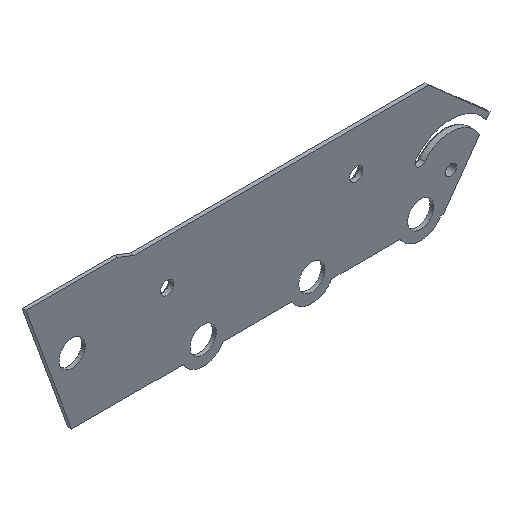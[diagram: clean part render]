
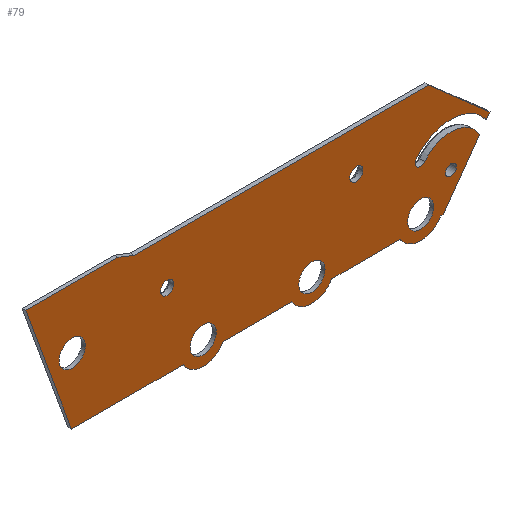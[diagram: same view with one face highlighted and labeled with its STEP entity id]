
A CAD part, isometric view. The second image highlights one B-rep face of the part: STEP entity #79.
In plain terms, the highlighted planar face has unit normal (0, -1, 0).
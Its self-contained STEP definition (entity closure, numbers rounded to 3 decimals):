
#79=ADVANCED_FACE('',(#313,#315,#317,#319,#321,#323,#325,#327),#329,.T.);
#313=FACE_BOUND('',#314,.T.);
#314=EDGE_LOOP('',(#976,#977,#978,#979,#980,#981,#982,#983,#984,#985,#986,#987,#988,
#989,#990,#991,#992));
#315=FACE_BOUND('',#316,.T.);
#316=EDGE_LOOP('',(#993));
#317=FACE_BOUND('',#318,.T.);
#318=EDGE_LOOP('',(#994));
#319=FACE_BOUND('',#320,.T.);
#320=EDGE_LOOP('',(#995));
#321=FACE_BOUND('',#322,.T.);
#322=EDGE_LOOP('',(#996));
#323=FACE_BOUND('',#324,.T.);
#324=EDGE_LOOP('',(#997));
#325=FACE_BOUND('',#326,.T.);
#326=EDGE_LOOP('',(#998));
#327=FACE_BOUND('',#328,.T.);
#328=EDGE_LOOP('',(#999));
#329=PLANE('',#330);
#330=AXIS2_PLACEMENT_3D('',#331,#332,#333);
#331=CARTESIAN_POINT('',(0.,-2.5,0.));
#332=DIRECTION('',(0.,-1.,0.));
#333=DIRECTION('',(1.,0.,0.));
#976=ORIENTED_EDGE('',*,*,#1261,.T.);
#977=ORIENTED_EDGE('',*,*,#1262,.T.);
#978=ORIENTED_EDGE('',*,*,#1263,.T.);
#979=ORIENTED_EDGE('',*,*,#1264,.T.);
#980=ORIENTED_EDGE('',*,*,#1265,.T.);
#981=ORIENTED_EDGE('',*,*,#1266,.T.);
#982=ORIENTED_EDGE('',*,*,#1267,.T.);
#983=ORIENTED_EDGE('',*,*,#1268,.T.);
#984=ORIENTED_EDGE('',*,*,#1269,.T.);
#985=ORIENTED_EDGE('',*,*,#1270,.T.);
#986=ORIENTED_EDGE('',*,*,#1271,.T.);
#987=ORIENTED_EDGE('',*,*,#1272,.T.);
#988=ORIENTED_EDGE('',*,*,#1169,.T.);
#989=ORIENTED_EDGE('',*,*,#1166,.T.);
#990=ORIENTED_EDGE('',*,*,#1163,.T.);
#991=ORIENTED_EDGE('',*,*,#1273,.T.);
#992=ORIENTED_EDGE('',*,*,#1274,.T.);
#993=ORIENTED_EDGE('',*,*,#1275,.T.);
#994=ORIENTED_EDGE('',*,*,#1276,.T.);
#995=ORIENTED_EDGE('',*,*,#1277,.T.);
#996=ORIENTED_EDGE('',*,*,#1278,.T.);
#997=ORIENTED_EDGE('',*,*,#1279,.T.);
#998=ORIENTED_EDGE('',*,*,#1280,.T.);
#999=ORIENTED_EDGE('',*,*,#1158,.T.);
#1158=EDGE_CURVE('',#1318,#1318,#1319,.F.);
#1163=EDGE_CURVE('',#1329,#1327,#1330,.T.);
#1166=EDGE_CURVE('',#1334,#1329,#1335,.T.);
#1169=EDGE_CURVE('',#1339,#1334,#1340,.T.);
#1261=EDGE_CURVE('',#1506,#1507,#1508,.T.);
#1262=EDGE_CURVE('',#1507,#1509,#1510,.T.);
#1263=EDGE_CURVE('',#1509,#1511,#1512,.T.);
#1264=EDGE_CURVE('',#1511,#1513,#1514,.T.);
#1265=EDGE_CURVE('',#1513,#1515,#1516,.T.);
#1266=EDGE_CURVE('',#1515,#1517,#1518,.T.);
#1267=EDGE_CURVE('',#1517,#1519,#1520,.T.);
#1268=EDGE_CURVE('',#1519,#1521,#1522,.T.);
#1269=EDGE_CURVE('',#1521,#1523,#1524,.T.);
#1270=EDGE_CURVE('',#1523,#1525,#1526,.T.);
#1271=EDGE_CURVE('',#1525,#1527,#1528,.T.);
#1272=EDGE_CURVE('',#1527,#1339,#1529,.T.);
#1273=EDGE_CURVE('',#1327,#1530,#1531,.T.);
#1274=EDGE_CURVE('',#1530,#1506,#1532,.T.);
#1275=EDGE_CURVE('',#1533,#1533,#1534,.F.);
#1276=EDGE_CURVE('',#1535,#1535,#1536,.F.);
#1277=EDGE_CURVE('',#1537,#1537,#1538,.F.);
#1278=EDGE_CURVE('',#1539,#1539,#1540,.F.);
#1279=EDGE_CURVE('',#1541,#1541,#1542,.F.);
#1280=EDGE_CURVE('',#1543,#1543,#1544,.F.);
#1318=VERTEX_POINT('',#1587);
#1319=CIRCLE('',#1588,3.5);
#1327=VERTEX_POINT('',#1607);
#1329=VERTEX_POINT('',#1611);
#1330=CIRCLE('',#1612,28.5);
#1334=VERTEX_POINT('',#1624);
#1335=CIRCLE('',#1625,3.5);
#1339=VERTEX_POINT('',#1637);
#1340=CIRCLE('',#1638,21.5);
#1506=VERTEX_POINT('',#2185);
#1507=VERTEX_POINT('',#2186);
#1508=LINE('',#2187,#2188);
#1509=VERTEX_POINT('',#2190);
#1510=LINE('',#2191,#2192);
#1511=VERTEX_POINT('',#2194);
#1512=LINE('',#2195,#2196);
#1513=VERTEX_POINT('',#2198);
#1514=LINE('',#2199,#2200);
#1515=VERTEX_POINT('',#2202);
#1516=LINE('',#2203,#2204);
#1517=VERTEX_POINT('',#2206);
#1518=CIRCLE('',#2207,15.);
#1519=VERTEX_POINT('',#2211);
#1520=LINE('',#2212,#2213);
#1521=VERTEX_POINT('',#2215);
#1522=CIRCLE('',#2216,15.);
#1523=VERTEX_POINT('',#2220);
#1524=LINE('',#2221,#2222);
#1525=VERTEX_POINT('',#2224);
#1526=CIRCLE('',#2225,15.);
#1527=VERTEX_POINT('',#2229);
#1528=LINE('',#2230,#2231);
#1529=LINE('',#2233,#2234);
#1530=VERTEX_POINT('',#2236);
#1531=LINE('',#2237,#2238);
#1532=LINE('',#2240,#2241);
#1533=VERTEX_POINT('',#2243);
#1534=CIRCLE('',#2244,4.25);
#1535=VERTEX_POINT('',#2248);
#1536=CIRCLE('',#2249,4.25);
#1537=VERTEX_POINT('',#2253);
#1538=CIRCLE('',#2254,8.5);
#1539=VERTEX_POINT('',#2258);
#1540=CIRCLE('',#2259,8.5);
#1541=VERTEX_POINT('',#2263);
#1542=CIRCLE('',#2264,8.5);
#1543=VERTEX_POINT('',#2268);
#1544=CIRCLE('',#2269,8.5);
#1587=CARTESIAN_POINT('',(-28.865,-2.5,-19.));
#1588=AXIS2_PLACEMENT_3D('',#1589,#1590,#1591);
#1589=CARTESIAN_POINT('',(-25.365,-2.5,-19.));
#1590=DIRECTION('',(0.,-1.,0.));
#1591=DIRECTION('',(1.,0.,0.));
#1607=CARTESIAN_POINT('',(-2.315,-2.5,-2.238));
#1611=CARTESIAN_POINT('',(-47.823,-2.5,-1.454));
#1612=AXIS2_PLACEMENT_3D('',#1613,#1614,#1615);
#1613=CARTESIAN_POINT('',(-25.365,-2.5,-19.));
#1614=DIRECTION('',(0.,1.,0.));
#1615=DIRECTION('',(-0.788,0.,0.616));
#1624=CARTESIAN_POINT('',(-42.307,-2.5,-5.763));
#1625=AXIS2_PLACEMENT_3D('',#1626,#1627,#1628);
#1626=CARTESIAN_POINT('',(-45.065,-2.5,-3.608));
#1627=DIRECTION('',(0.,1.,0.));
#1628=DIRECTION('',(0.788,0.,-0.616));
#1637=CARTESIAN_POINT('',(-6.687,-2.5,-8.352));
#1638=AXIS2_PLACEMENT_3D('',#1639,#1640,#1641);
#1639=CARTESIAN_POINT('',(-25.365,-2.5,-19.));
#1640=DIRECTION('',(0.,-1.,0.));
#1641=DIRECTION('',(0.869,0.,0.495));
#2185=CARTESIAN_POINT('',(-39.831,-2.5,36.));
#2186=CARTESIAN_POINT('',(-231.136,-2.5,36.));
#2187=CARTESIAN_POINT('',(-39.831,-2.5,36.));
#2188=VECTOR('',#2189,1.);
#2189=DIRECTION('',(-1.,0.,0.));
#2190=CARTESIAN_POINT('',(-241.616,-2.5,39.998));
#2191=CARTESIAN_POINT('',(-231.136,-2.5,36.));
#2192=VECTOR('',#2193,1.);
#2193=DIRECTION('',(-0.934,0.,0.356));
#2194=CARTESIAN_POINT('',(-301.455,-2.5,39.998));
#2195=CARTESIAN_POINT('',(-241.616,-2.5,39.998));
#2196=VECTOR('',#2197,1.);
#2197=DIRECTION('',(-1.,0.,0.));
#2198=CARTESIAN_POINT('',(-271.792,-2.5,-41.5));
#2199=CARTESIAN_POINT('',(-301.455,-2.5,39.998));
#2200=VECTOR('',#2201,1.);
#2201=DIRECTION('',(0.342,0.,-0.94));
#2202=CARTESIAN_POINT('',(-199.289,-2.5,-41.5));
#2203=CARTESIAN_POINT('',(-271.792,-2.5,-41.5));
#2204=VECTOR('',#2205,1.);
#2205=DIRECTION('',(1.,0.,0.));
#2206=CARTESIAN_POINT('',(-173.308,-2.5,-41.5));
#2207=AXIS2_PLACEMENT_3D('',#2208,#2209,#2210);
#2208=CARTESIAN_POINT('',(-186.298,-2.5,-34.));
#2209=DIRECTION('',(0.,-1.,0.));
#2210=DIRECTION('',(-0.866,0.,-0.5));
#2211=CARTESIAN_POINT('',(-128.653,-2.5,-41.5));
#2212=CARTESIAN_POINT('',(-173.308,-2.5,-41.5));
#2213=VECTOR('',#2214,1.);
#2214=DIRECTION('',(1.,0.,0.));
#2215=CARTESIAN_POINT('',(-102.672,-2.5,-41.5));
#2216=AXIS2_PLACEMENT_3D('',#2217,#2218,#2219);
#2217=CARTESIAN_POINT('',(-115.663,-2.5,-34.));
#2218=DIRECTION('',(0.,-1.,0.));
#2219=DIRECTION('',(-0.866,0.,-0.5));
#2220=CARTESIAN_POINT('',(-58.017,-2.5,-41.5));
#2221=CARTESIAN_POINT('',(-102.672,-2.5,-41.5));
#2222=VECTOR('',#2223,1.);
#2223=DIRECTION('',(1.,0.,0.));
#2224=CARTESIAN_POINT('',(-32.036,-2.5,-41.5));
#2225=AXIS2_PLACEMENT_3D('',#2226,#2227,#2228);
#2226=CARTESIAN_POINT('',(-45.027,-2.5,-34.));
#2227=DIRECTION('',(0.,-1.,0.));
#2228=DIRECTION('',(-0.866,0.,-0.5));
#2229=CARTESIAN_POINT('',(-30.39,-2.5,-41.5));
#2230=CARTESIAN_POINT('',(-32.036,-2.5,-41.5));
#2231=VECTOR('',#2232,1.);
#2232=DIRECTION('',(1.,0.,0.));
#2233=CARTESIAN_POINT('',(-30.39,-2.5,-41.5));
#2234=VECTOR('',#2235,1.);
#2235=DIRECTION('',(0.582,0.,0.813));
#2236=CARTESIAN_POINT('',(0.,-2.5,1.));
#2237=CARTESIAN_POINT('',(-2.315,-2.5,-2.238));
#2238=VECTOR('',#2239,1.);
#2239=DIRECTION('',(0.582,0.,0.813));
#2240=CARTESIAN_POINT('',(0.,-2.5,1.));
#2241=VECTOR('',#2242,1.);
#2242=DIRECTION('',(-0.751,0.,0.66));
#2243=CARTESIAN_POINT('',(-214.001,-2.5,7.002));
#2244=AXIS2_PLACEMENT_3D('',#2245,#2246,#2247);
#2245=CARTESIAN_POINT('',(-209.751,-2.5,7.002));
#2246=DIRECTION('',(0.,-1.,0.));
#2247=DIRECTION('',(1.,0.,0.));
#2248=CARTESIAN_POINT('',(-82.535,-2.5,9.502));
#2249=AXIS2_PLACEMENT_3D('',#2250,#2251,#2252);
#2250=CARTESIAN_POINT('',(-86.785,-2.5,9.502));
#2251=DIRECTION('',(0.,-1.,0.));
#2252=DIRECTION('',(1.,0.,0.));
#2253=CARTESIAN_POINT('',(-262.798,-2.5,1.));
#2254=AXIS2_PLACEMENT_3D('',#2255,#2256,#2257);
#2255=CARTESIAN_POINT('',(-271.298,-2.5,1.));
#2256=DIRECTION('',(0.,-1.,0.));
#2257=DIRECTION('',(1.,0.,0.));
#2258=CARTESIAN_POINT('',(-177.798,-2.5,-34.));
#2259=AXIS2_PLACEMENT_3D('',#2260,#2261,#2262);
#2260=CARTESIAN_POINT('',(-186.298,-2.5,-34.));
#2261=DIRECTION('',(0.,-1.,0.));
#2262=DIRECTION('',(1.,0.,0.));
#2263=CARTESIAN_POINT('',(-107.163,-2.5,-34.));
#2264=AXIS2_PLACEMENT_3D('',#2265,#2266,#2267);
#2265=CARTESIAN_POINT('',(-115.663,-2.5,-34.));
#2266=DIRECTION('',(0.,-1.,0.));
#2267=DIRECTION('',(1.,0.,0.));
#2268=CARTESIAN_POINT('',(-36.527,-2.5,-34.));
#2269=AXIS2_PLACEMENT_3D('',#2270,#2271,#2272);
#2270=CARTESIAN_POINT('',(-45.027,-2.5,-34.));
#2271=DIRECTION('',(0.,-1.,0.));
#2272=DIRECTION('',(1.,0.,0.));
